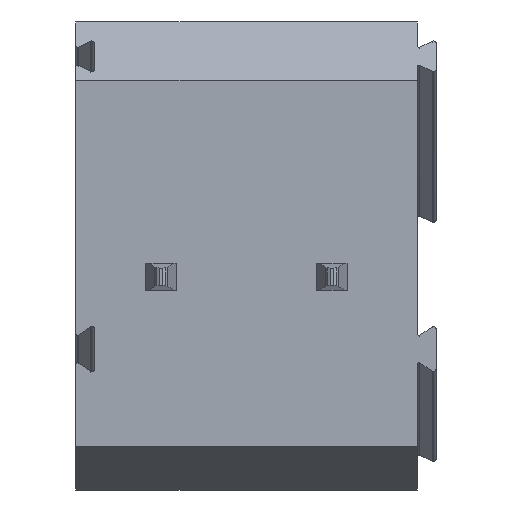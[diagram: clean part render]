
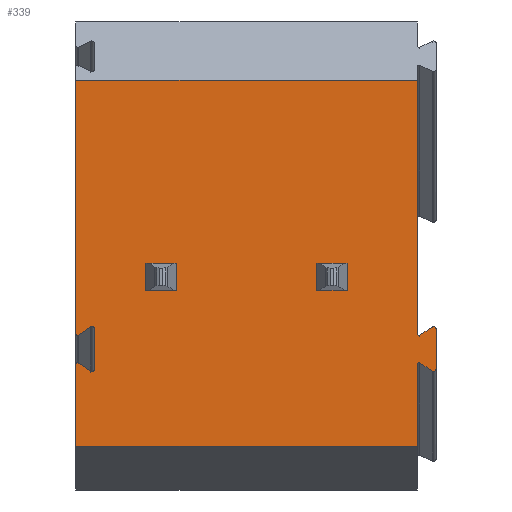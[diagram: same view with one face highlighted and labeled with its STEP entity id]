
A CAD part, front view. The second image highlights one B-rep face of the part: STEP entity #339.
In plain terms, the highlighted planar face has unit normal (0, -1, 0).
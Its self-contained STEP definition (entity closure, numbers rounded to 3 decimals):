
#339=ADVANCED_FACE('',(#687,#688,#689),#690,.T.);
#687=FACE_BOUND('',#1043,.T.);
#688=FACE_BOUND('',#1044,.T.);
#689=FACE_OUTER_BOUND('',#1045,.T.);
#690=PLANE('',#1046);
#1043=EDGE_LOOP('',(#2014,#2015,#2016,#2017));
#1044=EDGE_LOOP('',(#2018,#2019,#2020,#2021));
#1045=EDGE_LOOP('',(#2022,#2023,#2024,#2025,#2026,#2027,#2028,#2029,#2030,#2031,#2032,#2033,#2034,#2035,#2036,#2037,#2038,#2039,#2040,#2041));
#1046=AXIS2_PLACEMENT_3D('',#2042,#2043,#2044);
#2014=ORIENTED_EDGE('',*,*,#2175,.T.);
#2015=ORIENTED_EDGE('',*,*,#2168,.T.);
#2016=ORIENTED_EDGE('',*,*,#2185,.T.);
#2017=ORIENTED_EDGE('',*,*,#2215,.T.);
#2018=ORIENTED_EDGE('',*,*,#2224,.T.);
#2019=ORIENTED_EDGE('',*,*,#2217,.T.);
#2020=ORIENTED_EDGE('',*,*,#2234,.T.);
#2021=ORIENTED_EDGE('',*,*,#2264,.T.);
#2022=ORIENTED_EDGE('',*,*,#2503,.T.);
#2023=ORIENTED_EDGE('',*,*,#2539,.T.);
#2024=ORIENTED_EDGE('',*,*,#2543,.T.);
#2025=ORIENTED_EDGE('',*,*,#2421,.T.);
#2026=ORIENTED_EDGE('',*,*,#2439,.T.);
#2027=ORIENTED_EDGE('',*,*,#2434,.T.);
#2028=ORIENTED_EDGE('',*,*,#2458,.T.);
#2029=ORIENTED_EDGE('',*,*,#2454,.T.);
#2030=ORIENTED_EDGE('',*,*,#2450,.T.);
#2031=ORIENTED_EDGE('',*,*,#2446,.T.);
#2032=ORIENTED_EDGE('',*,*,#2442,.T.);
#2033=ORIENTED_EDGE('',*,*,#2417,.T.);
#2034=ORIENTED_EDGE('',*,*,#2544,.F.);
#2035=ORIENTED_EDGE('',*,*,#2540,.T.);
#2036=ORIENTED_EDGE('',*,*,#2516,.T.);
#2037=ORIENTED_EDGE('',*,*,#2518,.T.);
#2038=ORIENTED_EDGE('',*,*,#2521,.T.);
#2039=ORIENTED_EDGE('',*,*,#2524,.T.);
#2040=ORIENTED_EDGE('',*,*,#2527,.T.);
#2041=ORIENTED_EDGE('',*,*,#2498,.T.);
#2042=CARTESIAN_POINT('',(-5.0,0.0,5.36));
#2043=DIRECTION('',(0.0,-1.0,0.0));
#2044=DIRECTION('',(0.,0.0,-1.0));
#2168=EDGE_CURVE('',#2602,#2603,#2604,.T.);
#2175=EDGE_CURVE('',#2615,#2602,#2616,.T.);
#2185=EDGE_CURVE('',#2603,#2631,#2632,.T.);
#2215=EDGE_CURVE('',#2631,#2615,#2673,.T.);
#2217=EDGE_CURVE('',#2675,#2676,#2677,.T.);
#2224=EDGE_CURVE('',#2688,#2675,#2689,.T.);
#2234=EDGE_CURVE('',#2676,#2704,#2705,.T.);
#2264=EDGE_CURVE('',#2704,#2688,#2746,.T.);
#2417=EDGE_CURVE('',#2967,#2965,#2968,.T.);
#2421=EDGE_CURVE('',#2975,#2973,#2976,.T.);
#2434=EDGE_CURVE('',#2999,#3000,#3001,.T.);
#2439=EDGE_CURVE('',#2973,#2999,#3008,.T.);
#2442=EDGE_CURVE('',#3011,#2967,#3012,.T.);
#2446=EDGE_CURVE('',#3017,#3011,#3018,.T.);
#2450=EDGE_CURVE('',#3023,#3017,#3024,.T.);
#2454=EDGE_CURVE('',#3029,#3023,#3030,.T.);
#2458=EDGE_CURVE('',#3000,#3029,#3035,.T.);
#2498=EDGE_CURVE('',#3093,#3094,#3095,.T.);
#2503=EDGE_CURVE('',#3094,#3102,#3103,.T.);
#2516=EDGE_CURVE('',#3120,#3122,#3124,.T.);
#2518=EDGE_CURVE('',#3122,#3126,#3127,.T.);
#2521=EDGE_CURVE('',#3126,#3130,#3131,.T.);
#2524=EDGE_CURVE('',#3130,#3134,#3135,.T.);
#2527=EDGE_CURVE('',#3134,#3093,#3138,.T.);
#2539=EDGE_CURVE('',#3102,#3158,#3160,.T.);
#2540=EDGE_CURVE('',#3161,#3120,#3162,.T.);
#2543=EDGE_CURVE('',#3158,#2975,#3165,.T.);
#2544=EDGE_CURVE('',#3161,#2965,#3166,.T.);
#2602=VERTEX_POINT('',#3232);
#2603=VERTEX_POINT('',#3233);
#2604=LINE('',#3234,#3235);
#2615=VERTEX_POINT('',#3251);
#2616=LINE('',#3252,#3253);
#2631=VERTEX_POINT('',#3275);
#2632=LINE('',#3276,#3277);
#2673=LINE('',#3338,#3339);
#2675=VERTEX_POINT('',#3341);
#2676=VERTEX_POINT('',#3342);
#2677=LINE('',#3343,#3344);
#2688=VERTEX_POINT('',#3360);
#2689=LINE('',#3361,#3362);
#2704=VERTEX_POINT('',#3384);
#2705=LINE('',#3385,#3386);
#2746=LINE('',#3447,#3448);
#2965=VERTEX_POINT('',#3755);
#2967=VERTEX_POINT('',#3758);
#2968=LINE('',#3759,#3760);
#2973=VERTEX_POINT('',#3767);
#2975=VERTEX_POINT('',#3770);
#2976=LINE('',#3771,#3772);
#2999=VERTEX_POINT('',#3806);
#3000=VERTEX_POINT('',#3807);
#3001=LINE('',#3808,#3809);
#3008=ELLIPSE('',#3819,0.061,0.05);
#3011=VERTEX_POINT('',#3822);
#3012=ELLIPSE('',#3823,0.061,0.05);
#3017=VERTEX_POINT('',#3829);
#3018=LINE('',#3830,#3831);
#3023=VERTEX_POINT('',#3838);
#3024=ELLIPSE('',#3839,0.098,0.08);
#3029=VERTEX_POINT('',#3845);
#3030=LINE('',#3846,#3847);
#3035=ELLIPSE('',#3854,0.098,0.08);
#3093=VERTEX_POINT('',#3931);
#3094=VERTEX_POINT('',#3932);
#3095=LINE('',#3933,#3934);
#3102=VERTEX_POINT('',#3944);
#3103=ELLIPSE('',#3945,0.061,0.05);
#3120=VERTEX_POINT('',#3966);
#3122=VERTEX_POINT('',#3969);
#3124=ELLIPSE('',#3972,0.061,0.05);
#3126=VERTEX_POINT('',#3974);
#3127=LINE('',#3975,#3976);
#3130=VERTEX_POINT('',#3980);
#3131=ELLIPSE('',#3981,0.098,0.08);
#3134=VERTEX_POINT('',#3985);
#3135=LINE('',#3986,#3987);
#3138=ELLIPSE('',#3991,0.098,0.08);
#3158=VERTEX_POINT('',#4020);
#3160=LINE('',#4023,#4024);
#3161=VERTEX_POINT('',#4025);
#3162=LINE('',#4026,#4027);
#3165=LINE('',#4031,#4032);
#3166=LINE('',#4033,#4034);
#3232=CARTESIAN_POINT('',(2.053,0.0,5.364));
#3233=CARTESIAN_POINT('',(2.947,0.0,5.364));
#3234=CARTESIAN_POINT('',(-1.475,0.0,5.364));
#3235=VECTOR('',#4096,1.0);
#3251=CARTESIAN_POINT('',(2.053,0.0,4.564));
#3252=CARTESIAN_POINT('',(2.053,0.0,2.68));
#3253=VECTOR('',#4102,1.0);
#3275=CARTESIAN_POINT('',(2.947,0.0,4.564));
#3276=CARTESIAN_POINT('',(2.947,0.0,2.68));
#3277=VECTOR('',#4110,1.0);
#3338=CARTESIAN_POINT('',(-1.475,0.0,4.564));
#3339=VECTOR('',#4131,1.0);
#3341=CARTESIAN_POINT('',(-2.947,0.0,5.364));
#3342=CARTESIAN_POINT('',(-2.053,0.0,5.364));
#3343=CARTESIAN_POINT('',(-3.975,0.0,5.364));
#3344=VECTOR('',#4132,1.0);
#3360=CARTESIAN_POINT('',(-2.947,0.0,4.564));
#3361=CARTESIAN_POINT('',(-2.947,0.0,2.68));
#3362=VECTOR('',#4138,1.0);
#3384=CARTESIAN_POINT('',(-2.053,0.0,4.564));
#3385=CARTESIAN_POINT('',(-2.053,0.0,2.68));
#3386=VECTOR('',#4146,1.0);
#3447=CARTESIAN_POINT('',(-3.975,0.0,4.564));
#3448=VECTOR('',#4167,1.0);
#3755=CARTESIAN_POINT('',(5.0,0.0,10.719));
#3758=CARTESIAN_POINT('',(5.0,0.0,3.303));
#3759=CARTESIAN_POINT('',(5.0,0.0,10.719));
#3760=VECTOR('',#4311,1.0);
#3767=CARTESIAN_POINT('',(5.0,0.,2.394));
#3770=CARTESIAN_POINT('',(5.0,0.0,0.));
#3771=CARTESIAN_POINT('',(5.0,0.0,10.719));
#3772=VECTOR('',#4315,1.0);
#3806=CARTESIAN_POINT('',(5.075,0.0,2.447));
#3807=CARTESIAN_POINT('',(5.43,0.0,2.196));
#3808=CARTESIAN_POINT('',(3.418,0.0,3.622));
#3809=VECTOR('',#4327,1.0);
#3819=AXIS2_PLACEMENT_3D('',#4331,#4332,#4333);
#3822=CARTESIAN_POINT('',(5.075,0.0,3.249));
#3823=AXIS2_PLACEMENT_3D('',#4337,#4338,#4339);
#3829=CARTESIAN_POINT('',(5.43,0.0,3.501));
#3830=CARTESIAN_POINT('',(3.259,0.0,1.962));
#3831=VECTOR('',#4344,1.0);
#3838=CARTESIAN_POINT('',(5.55,0.0,3.416));
#3839=AXIS2_PLACEMENT_3D('',#4347,#4348,#4349);
#3845=CARTESIAN_POINT('',(5.55,0.0,2.281));
#3846=CARTESIAN_POINT('',(5.55,0.0,2.68));
#3847=VECTOR('',#4354,1.0);
#3854=AXIS2_PLACEMENT_3D('',#4357,#4358,#4359);
#3931=CARTESIAN_POINT('',(-4.571,0.0,2.196));
#3932=CARTESIAN_POINT('',(-4.926,0.0,2.447));
#3933=CARTESIAN_POINT('',(-4.919,0.,2.442));
#3934=VECTOR('',#4406,1.0);
#3944=CARTESIAN_POINT('',(-5.0,0.,2.406));
#3945=AXIS2_PLACEMENT_3D('',#4410,#4411,#4412);
#3966=CARTESIAN_POINT('',(-5.0,0.0,3.29));
#3969=CARTESIAN_POINT('',(-4.926,0.0,3.249));
#3972=AXIS2_PLACEMENT_3D('',#4431,#4432,#4433);
#3974=CARTESIAN_POINT('',(-4.571,0.0,3.501));
#3975=CARTESIAN_POINT('',(-5.078,0.0,3.142));
#3976=VECTOR('',#4434,1.0);
#3980=CARTESIAN_POINT('',(-4.451,0.0,3.416));
#3981=AXIS2_PLACEMENT_3D('',#4436,#4437,#4438);
#3985=CARTESIAN_POINT('',(-4.451,0.0,2.281));
#3986=CARTESIAN_POINT('',(-4.451,0.,2.68));
#3987=VECTOR('',#4440,1.0);
#3991=AXIS2_PLACEMENT_3D('',#4442,#4443,#4444);
#4020=CARTESIAN_POINT('',(-5.0,0.0,0.));
#4023=CARTESIAN_POINT('',(-5.0,0.0,10.719));
#4024=VECTOR('',#4455,1.0);
#4025=CARTESIAN_POINT('',(-5.0,0.0,10.719));
#4026=CARTESIAN_POINT('',(-5.0,0.0,10.719));
#4027=VECTOR('',#4456,1.0);
#4031=CARTESIAN_POINT('',(-5.0,0.0,0.));
#4032=VECTOR('',#4458,1.0);
#4033=CARTESIAN_POINT('',(-5.0,0.0,10.719));
#4034=VECTOR('',#4459,1.0);
#4096=DIRECTION('',(1.0,0.0,0.));
#4102=DIRECTION('',(0.0,0.0,1.0));
#4110=DIRECTION('',(0.0,0.0,-1.0));
#4131=DIRECTION('',(-1.0,-0.0,0.));
#4132=DIRECTION('',(1.0,0.0,0.));
#4138=DIRECTION('',(0.0,0.0,1.0));
#4146=DIRECTION('',(0.0,0.0,-1.0));
#4167=DIRECTION('',(-1.0,-0.0,0.));
#4311=DIRECTION('',(0.,-0.0,1.0));
#4315=DIRECTION('',(0.,-0.0,1.0));
#4327=DIRECTION('',(0.816,0.0,-0.578));
#4331=CARTESIAN_POINT('',(5.05,0.0,2.394));
#4332=DIRECTION('',(-0.0,1.0,0.0));
#4333=DIRECTION('',(0.0,0.0,1.0));
#4337=CARTESIAN_POINT('',(5.05,0.0,3.303));
#4338=DIRECTION('',(-0.0,1.0,0.0));
#4339=DIRECTION('',(0.0,0.0,1.0));
#4344=DIRECTION('',(-0.816,-0.0,-0.578));
#4347=CARTESIAN_POINT('',(5.47,0.0,3.416));
#4348=DIRECTION('',(0.0,-1.0,0.0));
#4349=DIRECTION('',(0.0,0.0,1.0));
#4354=DIRECTION('',(0.,0.0,1.));
#4357=CARTESIAN_POINT('',(5.47,0.,2.281));
#4358=DIRECTION('',(0.0,-1.0,0.0));
#4359=DIRECTION('',(0.0,0.0,1.0));
#4406=DIRECTION('',(-0.816,0.0,0.578));
#4410=CARTESIAN_POINT('',(-4.951,0.0,2.394));
#4411=DIRECTION('',(0.0,-1.0,0.0));
#4412=DIRECTION('',(0.0,0.0,1.0));
#4431=CARTESIAN_POINT('',(-4.951,0.0,3.303));
#4432=DIRECTION('',(0.0,-1.0,0.0));
#4433=DIRECTION('',(0.0,0.0,1.0));
#4434=DIRECTION('',(0.816,0.0,0.578));
#4436=CARTESIAN_POINT('',(-4.531,0.0,3.416));
#4437=DIRECTION('',(-0.0,1.0,0.0));
#4438=DIRECTION('',(0.0,0.0,1.0));
#4440=DIRECTION('',(0.,0.0,-1.));
#4442=CARTESIAN_POINT('',(-4.531,0.,2.281));
#4443=DIRECTION('',(-0.0,1.0,0.0));
#4444=DIRECTION('',(0.0,0.0,1.0));
#4455=DIRECTION('',(0.,0.0,-1.0));
#4456=DIRECTION('',(0.,0.0,-1.0));
#4458=DIRECTION('',(1.0,0.0,0.));
#4459=DIRECTION('',(1.0,0.0,0.));
